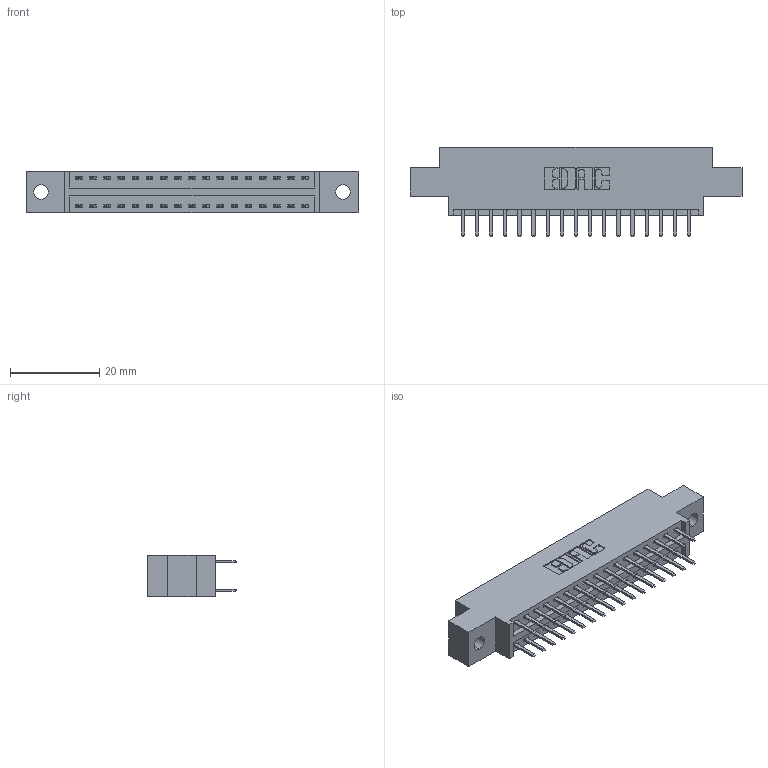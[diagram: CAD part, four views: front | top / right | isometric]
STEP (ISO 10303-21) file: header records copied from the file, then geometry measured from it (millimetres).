
FILE_DESCRIPTION (( 'STEP AP203' ), '1' );
FILE_NAME ('396-034-520-802.STEP', '2018-09-05T23:57:13', ( '' ), ( '' ), 'SwSTEP 2.0', 'SolidWorks 2016', '' );
FILE_SCHEMA (( 'CONFIG_CONTROL_DESIGN' ));
Length unit declared in the file: inch
Products named in the file (3): 346 Part_0.170 Offset - 0.128 Dia; 345-292-001_345-293-120; 396-034-520-802
Assembly tree (35 placements, depth 2):
  396-034-520-802
    346 Part_0.170 Offset - 0.128 Dia
    345-292-001_345-293-120  x34
Bounding box: 74.55 x 20.02 x 9.4 mm (x, y, z)
Volume: 6869 mm3; surface area: 8924.4 mm2
Topology: 35 solids, 35 shells, 2030 faces, 5883 edges, 3830 vertices
Faces by surface type: plane 1338, cylinder 692
Entity records: 14709 total; most frequent: CARTESIAN_POINT 2472, ORIENTED_EDGE 2394, DIRECTION 2217, EDGE_CURVE 1197, LINE 993, VECTOR 993, VERTEX_POINT 794, AXIS2_PLACEMENT_3D 612
